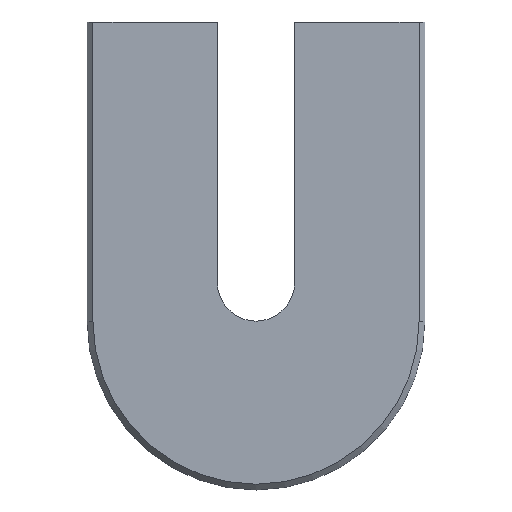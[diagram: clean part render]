
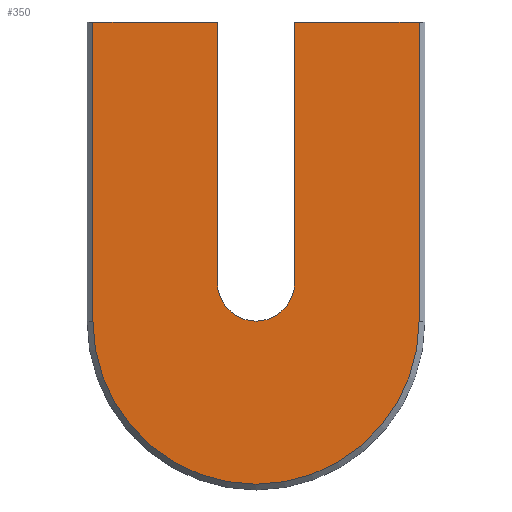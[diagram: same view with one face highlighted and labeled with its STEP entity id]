
A CAD part, front view. The second image highlights one B-rep face of the part: STEP entity #350.
In plain terms, the highlighted planar face has unit normal (0, -1, 0).
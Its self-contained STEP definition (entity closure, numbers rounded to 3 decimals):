
#19=CIRCLE('',#368,84.5);
#20=CIRCLE('',#373,20.);
#44=FACE_OUTER_BOUND('',#62,.T.);
#62=EDGE_LOOP('',(#311,#312,#313,#314,#315,#316,#317,#318));
#66=LINE('',#494,#106);
#69=LINE('',#505,#109);
#77=LINE('',#520,#117);
#78=LINE('',#523,#118);
#82=LINE('',#535,#122);
#99=LINE('',#574,#139);
#106=VECTOR('',#398,10.);
#109=VECTOR('',#409,10.);
#117=VECTOR('',#419,10.);
#118=VECTOR('',#422,10.);
#122=VECTOR('',#434,10.);
#139=VECTOR('',#471,10.);
#143=VERTEX_POINT('',#487);
#146=VERTEX_POINT('',#492);
#148=VERTEX_POINT('',#498);
#150=VERTEX_POINT('',#503);
#156=VERTEX_POINT('',#518);
#157=VERTEX_POINT('',#522);
#159=VERTEX_POINT('',#528);
#161=VERTEX_POINT('',#534);
#178=EDGE_CURVE('',#146,#143,#66,.T.);
#181=EDGE_CURVE('',#148,#146,#19,.T.);
#183=EDGE_CURVE('',#150,#148,#69,.T.);
#191=EDGE_CURVE('',#150,#156,#77,.T.);
#192=EDGE_CURVE('',#157,#156,#78,.T.);
#195=EDGE_CURVE('',#157,#159,#20,.T.);
#198=EDGE_CURVE('',#161,#159,#82,.T.);
#218=EDGE_CURVE('',#161,#143,#99,.T.);
#311=ORIENTED_EDGE('',*,*,#183,.F.);
#312=ORIENTED_EDGE('',*,*,#191,.T.);
#313=ORIENTED_EDGE('',*,*,#192,.F.);
#314=ORIENTED_EDGE('',*,*,#195,.T.);
#315=ORIENTED_EDGE('',*,*,#198,.F.);
#316=ORIENTED_EDGE('',*,*,#218,.T.);
#317=ORIENTED_EDGE('',*,*,#178,.F.);
#318=ORIENTED_EDGE('',*,*,#181,.F.);
#332=PLANE('',#390);
#350=ADVANCED_FACE('',(#44),#332,.F.);
#368=AXIS2_PLACEMENT_3D('',#500,#404,#405);
#373=AXIS2_PLACEMENT_3D('',#529,#427,#428);
#390=AXIS2_PLACEMENT_3D('',#583,#483,#484);
#398=DIRECTION('',(0.,0.,1.));
#404=DIRECTION('center_axis',(0.,1.,0.));
#405=DIRECTION('ref_axis',(1.,0.,0.));
#409=DIRECTION('',(0.,0.,-1.));
#419=DIRECTION('',(-1.,0.,0.));
#422=DIRECTION('',(0.,0.,1.));
#427=DIRECTION('center_axis',(0.,1.,0.));
#428=DIRECTION('ref_axis',(1.,0.,0.));
#434=DIRECTION('',(0.,0.,-1.));
#471=DIRECTION('',(-1.,0.,0.));
#483=DIRECTION('center_axis',(0.,1.,0.));
#484=DIRECTION('ref_axis',(1.,0.,0.));
#487=CARTESIAN_POINT('',(-84.5,0.,155.));
#492=CARTESIAN_POINT('',(-84.5,0.,0.));
#494=CARTESIAN_POINT('',(-84.5,0.,19.375));
#498=CARTESIAN_POINT('',(84.5,0.,0.));
#500=CARTESIAN_POINT('Origin',(0.,0.,0.));
#503=CARTESIAN_POINT('',(84.5,0.,155.));
#505=CARTESIAN_POINT('',(84.5,0.,96.875));
#518=CARTESIAN_POINT('',(20.,0.,155.));
#520=CARTESIAN_POINT('',(87.5,0.,155.));
#522=CARTESIAN_POINT('',(20.,0.,20.));
#523=CARTESIAN_POINT('',(20.,0.,0.));
#528=CARTESIAN_POINT('',(-20.,0.,20.));
#529=CARTESIAN_POINT('Origin',(0.,0.,20.));
#534=CARTESIAN_POINT('',(-20.,0.,155.));
#535=CARTESIAN_POINT('',(-20.,0.,155.));
#574=CARTESIAN_POINT('',(87.5,0.,155.));
#583=CARTESIAN_POINT('Origin',(0.,0.,38.75));
